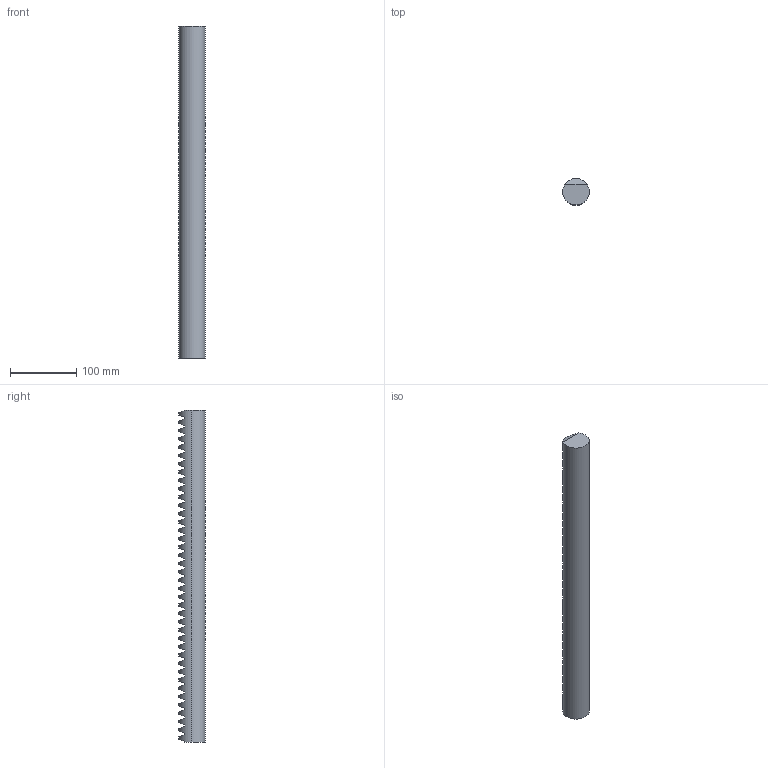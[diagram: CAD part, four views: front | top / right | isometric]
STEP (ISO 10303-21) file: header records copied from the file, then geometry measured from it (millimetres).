
FILE_DESCRIPTION (( 'STEP AP214' ), '1' );
FILE_NAME ('141-640-050.STEP', '2024-11-04T09:12:16', ( '' ), ( '' ), 'SwSTEP 2.0', 'SolidWorks 2021', '' );
FILE_SCHEMA (( 'AUTOMOTIVE_DESIGN' ));
Length unit declared in the file: millimetre
Products named in the file (1): 141-640-050
Bounding box: 40 x 39.96 x 501.92 mm (x, y, z)
Volume: 585833.6 mm3; surface area: 75746.3 mm2
Topology: 1 solids, 1 shells, 125 faces, 252 edges, 168 vertices
Faces by surface type: plane 123, cylinder 2
Entity records: 3226 total; most frequent: CARTESIAN_POINT 786, ORIENTED_EDGE 504, DIRECTION 430, EDGE_CURVE 252, VERTEX_POINT 168, VECTOR 166, LINE 166, EDGE_LOOP 164
